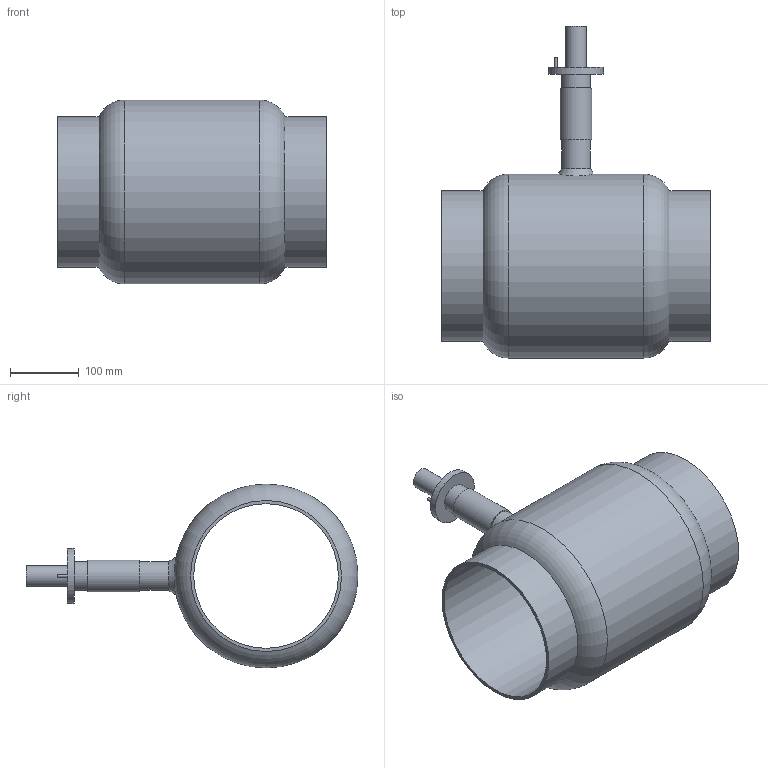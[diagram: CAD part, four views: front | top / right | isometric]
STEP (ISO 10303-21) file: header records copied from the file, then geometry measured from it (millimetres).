
FILE_DESCRIPTION(/* description */ ('VM4700 - DN200'),/* implementation_level */ '2;1');
FILE_NAME(/* name */ 'VM4700 - DN200.stp',/* time_stamp */ '2020-02-26T15:19:01+06:00',/* author */ ('abhijit_kelkar'),/* organization */ (''),/* preprocessor_version */ 'ST-DEVELOPER v18',/* originating_system */ 'Autodesk Inventor 2020',/* authorisation */ '');
FILE_SCHEMA (('AUTOMOTIVE_DESIGN { 1 0 10303 214 3 1 1 }'));
Length unit declared in the file: millimetre
Products named in the file (1): VM4700 - DN200
Bounding box: 390 x 482 x 267 mm (x, y, z)
Volume: 6048459 mm3; surface area: 619922.5 mm2
Topology: 1 solids, 1 shells, 21 faces, 60 edges, 46 vertices
Faces by surface type: cylinder 10, plane 8, torus 2, cone 1
Full cylindrical faces by diameter (mm): 4 x1, 30 x1, 42 x2, 46 x1, 80 x1, 210.1 x1, 219.1 x2, 267 x1
Entity records: 849 total; most frequent: CARTESIAN_POINT 195, DIRECTION 146, ORIENTED_EDGE 120, AXIS2_PLACEMENT_3D 67, EDGE_CURVE 60, VERTEX_POINT 46, CIRCLE 45, EDGE_LOOP 28
